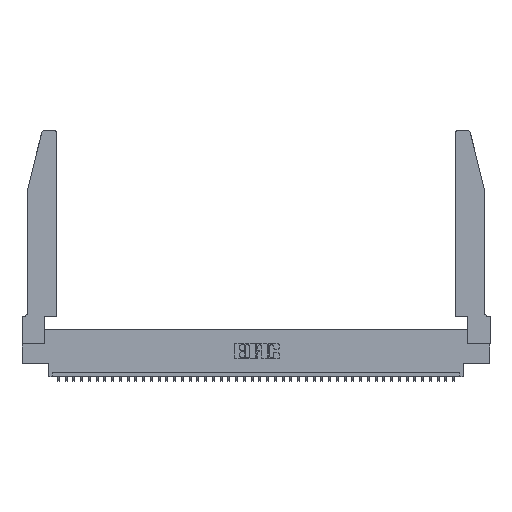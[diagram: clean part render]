
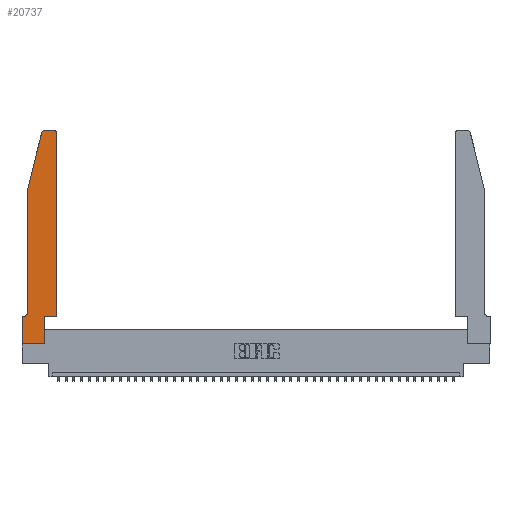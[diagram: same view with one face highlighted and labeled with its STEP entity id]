
A CAD part, top view. The second image highlights one B-rep face of the part: STEP entity #20737.
In plain terms, the highlighted planar face has unit normal (0, 0, 1).
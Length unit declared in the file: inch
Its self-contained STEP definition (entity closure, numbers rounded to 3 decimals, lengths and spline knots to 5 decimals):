
#761 = DIRECTION ( 'NONE',  ( 0., 0., 1. ) ) ;
#1131 = DIRECTION ( 'NONE',  ( -1., 0., 0. ) ) ;
#2228 = CARTESIAN_POINT ( 'NONE',  ( 0.2865, 0.35, 0.37 ) ) ;
#2267 = LINE ( 'NONE', #23550, #34254 ) ;
#2595 = CARTESIAN_POINT ( 'NONE',  ( 0.284, 2.75, 0.37 ) ) ;
#2640 = DIRECTION ( 'NONE',  ( -1., 0., 0. ) ) ;
#2890 = VERTEX_POINT ( 'NONE', #10560 ) ;
#3262 = EDGE_CURVE ( 'NONE', #2890, #3685, #31818, .T. ) ;
#3685 = VERTEX_POINT ( 'NONE', #2595 ) ;
#3725 = ORIENTED_EDGE ( 'NONE', *, *, #18134, .T. ) ;
#3772 = DIRECTION ( 'NONE',  ( 1., 0., 0. ) ) ;
#4130 = VERTEX_POINT ( 'NONE', #19794 ) ;
#4842 = ORIENTED_EDGE ( 'NONE', *, *, #41998, .T. ) ;
#5329 = VERTEX_POINT ( 'NONE', #28191 ) ;
#5391 = DIRECTION ( 'NONE',  ( 0., 1., 0. ) ) ;
#5769 = VECTOR ( 'NONE', #42163, 39.37008 ) ;
#6143 = EDGE_CURVE ( 'NONE', #30099, #7007, #24466, .T. ) ;
#6256 = ORIENTED_EDGE ( 'NONE', *, *, #22461, .T. ) ;
#7007 = VERTEX_POINT ( 'NONE', #2228 ) ;
#7347 = VECTOR ( 'NONE', #25966, 39.37008 ) ;
#7507 = CARTESIAN_POINT ( 'NONE',  ( 0.4505, 0.35, 0.37 ) ) ;
#8424 = CIRCLE ( 'NONE', #26356, 0.07 ) ;
#8517 = FACE_OUTER_BOUND ( 'NONE', #18327, .T. ) ;
#9695 = ORIENTED_EDGE ( 'NONE', *, *, #6143, .T. ) ;
#10177 = LINE ( 'NONE', #14685, #15366 ) ;
#10180 = VERTEX_POINT ( 'NONE', #13091 ) ;
#10560 = CARTESIAN_POINT ( 'NONE',  ( 0.4205, 2.75, 0.37 ) ) ;
#11217 = CIRCLE ( 'NONE', #41691, 0.03 ) ;
#11344 = DIRECTION ( 'NONE',  ( 1., 0., 0. ) ) ;
#13081 = VECTOR ( 'NONE', #18992, 39.37008 ) ;
#13091 = CARTESIAN_POINT ( 'NONE',  ( 0.0055, 0.35, 0.37 ) ) ;
#13528 = AXIS2_PLACEMENT_3D ( 'NONE', #24803, #17699, #11344 ) ;
#14140 = CARTESIAN_POINT ( 'NONE',  ( 0.4505, 0.35, 0.37 ) ) ;
#14685 = CARTESIAN_POINT ( 'NONE',  ( 0.0755, 0.35, 0.37 ) ) ;
#15360 = DIRECTION ( 'NONE',  ( 0., 0., -1. ) ) ;
#15366 = VECTOR ( 'NONE', #1131, 39.37008 ) ;
#16207 = VERTEX_POINT ( 'NONE', #40726 ) ;
#16705 = VECTOR ( 'NONE', #5391, 39.37008 ) ;
#16879 = VERTEX_POINT ( 'NONE', #7507 ) ;
#17699 = DIRECTION ( 'NONE',  ( 0., 0., 1. ) ) ;
#17906 = ORIENTED_EDGE ( 'NONE', *, *, #30427, .T. ) ;
#17937 = LINE ( 'NONE', #18065, #28818 ) ;
#18065 = CARTESIAN_POINT ( 'NONE',  ( 0., 0., 0.37 ) ) ;
#18134 = EDGE_CURVE ( 'NONE', #10180, #33590, #10177, .T. ) ;
#18327 = EDGE_LOOP ( 'NONE', ( #33948, #20553, #6256, #30369, #17906, #3725, #37222, #28202, #9695, #4842, #40337, #20275 ) ) ;
#18841 = EDGE_CURVE ( 'NONE', #33590, #38425, #17937, .T. ) ;
#18843 = EDGE_CURVE ( 'NONE', #3685, #40813, #11217, .T. ) ;
#18934 = CARTESIAN_POINT ( 'NONE',  ( 0., 0.35, 0.37 ) ) ;
#18992 = DIRECTION ( 'NONE',  ( 0., 1., 0. ) ) ;
#19450 = VECTOR ( 'NONE', #30393, 39.37008 ) ;
#19794 = CARTESIAN_POINT ( 'NONE',  ( 0.0755, 2., 0.37 ) ) ;
#20275 = ORIENTED_EDGE ( 'NONE', *, *, #26295, .T. ) ;
#20542 = EDGE_CURVE ( 'NONE', #16879, #5329, #23485, .T. ) ;
#20553 = ORIENTED_EDGE ( 'NONE', *, *, #18843, .T. ) ;
#20737 = ADVANCED_FACE ( 'NONE', ( #8517 ), #37479, .T. ) ;
#21120 = CARTESIAN_POINT ( 'NONE',  ( 0.284, 2.72, 0.37 ) ) ;
#21419 = DIRECTION ( 'NONE',  ( 1., 0., 0. ) ) ;
#21712 = CARTESIAN_POINT ( 'NONE',  ( 0.0755, 2., 0.37 ) ) ;
#22061 = EDGE_CURVE ( 'NONE', #4130, #16207, #27513, .T. ) ;
#22461 = EDGE_CURVE ( 'NONE', #40813, #4130, #28986, .T. ) ;
#23485 = LINE ( 'NONE', #14140, #16705 ) ;
#23550 = CARTESIAN_POINT ( 'NONE',  ( 0., 0., 0.37 ) ) ;
#24068 = CARTESIAN_POINT ( 'NONE',  ( 0.4505, 0.35, 0.37 ) ) ;
#24466 = LINE ( 'NONE', #35268, #13081 ) ;
#24803 = CARTESIAN_POINT ( 'NONE',  ( 0., 0.35, 0.37 ) ) ;
#25966 = DIRECTION ( 'NONE',  ( 0., -1., 0. ) ) ;
#26295 = EDGE_CURVE ( 'NONE', #5329, #2890, #41044, .T. ) ;
#26356 = AXIS2_PLACEMENT_3D ( 'NONE', #35556, #15360, #28665 ) ;
#27497 = DIRECTION ( 'NONE',  ( 0., -1., 0. ) ) ;
#27513 = LINE ( 'NONE', #39488, #7347 ) ;
#28191 = CARTESIAN_POINT ( 'NONE',  ( 0.4505, 2.72, 0.37 ) ) ;
#28202 = ORIENTED_EDGE ( 'NONE', *, *, #30997, .T. ) ;
#28665 = DIRECTION ( 'NONE',  ( -1., 0., 0. ) ) ;
#28818 = VECTOR ( 'NONE', #27497, 39.37008 ) ;
#28986 = LINE ( 'NONE', #21712, #5769 ) ;
#30099 = VERTEX_POINT ( 'NONE', #31020 ) ;
#30369 = ORIENTED_EDGE ( 'NONE', *, *, #22061, .T. ) ;
#30393 = DIRECTION ( 'NONE',  ( 1., 0., 0. ) ) ;
#30427 = EDGE_CURVE ( 'NONE', #16207, #10180, #8424, .T. ) ;
#30997 = EDGE_CURVE ( 'NONE', #38425, #30099, #2267, .T. ) ;
#31020 = CARTESIAN_POINT ( 'NONE',  ( 0.2865, 0., 0.37 ) ) ;
#31818 = LINE ( 'NONE', #36630, #42680 ) ;
#32822 = LINE ( 'NONE', #24068, #19450 ) ;
#33232 = CARTESIAN_POINT ( 'NONE',  ( 0., 0., 0.37 ) ) ;
#33590 = VERTEX_POINT ( 'NONE', #18934 ) ;
#33671 = CARTESIAN_POINT ( 'NONE',  ( 0.4205, 2.72, 0.37 ) ) ;
#33948 = ORIENTED_EDGE ( 'NONE', *, *, #3262, .T. ) ;
#34083 = CARTESIAN_POINT ( 'NONE',  ( 0.25487, 2.72718, 0.37 ) ) ;
#34254 = VECTOR ( 'NONE', #3772, 39.37008 ) ;
#35268 = CARTESIAN_POINT ( 'NONE',  ( 0.2865, 0.35, 0.37 ) ) ;
#35556 = CARTESIAN_POINT ( 'NONE',  ( 0.0055, 0.42, 0.37 ) ) ;
#36630 = CARTESIAN_POINT ( 'NONE',  ( 0.2605, 2.75, 0.37 ) ) ;
#37195 = AXIS2_PLACEMENT_3D ( 'NONE', #33671, #761, #40332 ) ;
#37222 = ORIENTED_EDGE ( 'NONE', *, *, #18841, .T. ) ;
#37479 = PLANE ( 'NONE',  #13528 ) ;
#38425 = VERTEX_POINT ( 'NONE', #33232 ) ;
#39488 = CARTESIAN_POINT ( 'NONE',  ( 0.0755, 2., 0.37 ) ) ;
#40332 = DIRECTION ( 'NONE',  ( 1., 0., 0. ) ) ;
#40337 = ORIENTED_EDGE ( 'NONE', *, *, #20542, .T. ) ;
#40726 = CARTESIAN_POINT ( 'NONE',  ( 0.0755, 0.42, 0.37 ) ) ;
#40813 = VERTEX_POINT ( 'NONE', #34083 ) ;
#41044 = CIRCLE ( 'NONE', #37195, 0.03 ) ;
#41166 = DIRECTION ( 'NONE',  ( 0., 0., 1. ) ) ;
#41691 = AXIS2_PLACEMENT_3D ( 'NONE', #21120, #41166, #21419 ) ;
#41998 = EDGE_CURVE ( 'NONE', #7007, #16879, #32822, .T. ) ;
#42163 = DIRECTION ( 'NONE',  ( -0.239, -0.971, 0. ) ) ;
#42680 = VECTOR ( 'NONE', #2640, 39.37008 ) ;
